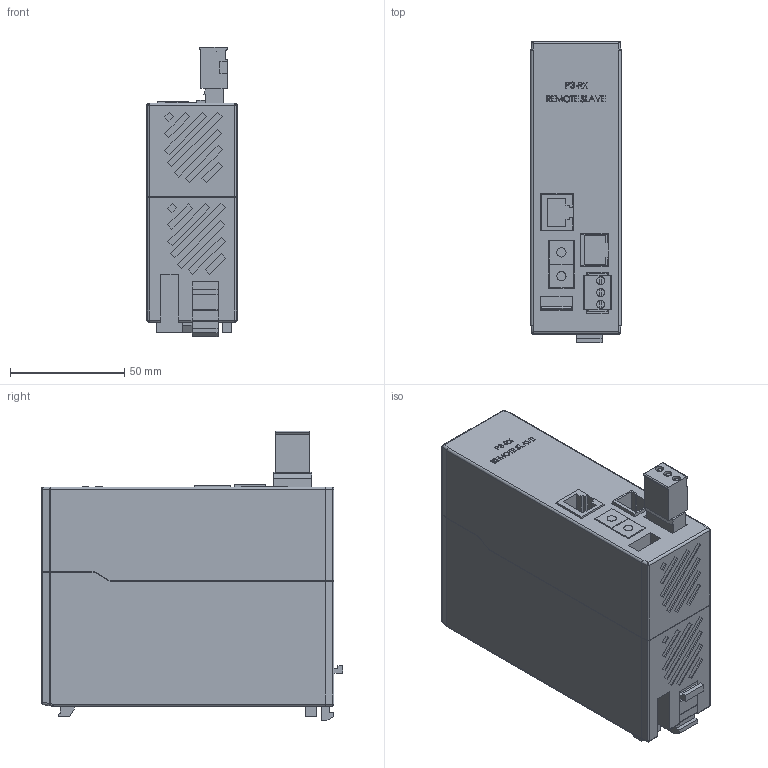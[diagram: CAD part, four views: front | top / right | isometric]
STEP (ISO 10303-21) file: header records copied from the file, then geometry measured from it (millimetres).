
FILE_DESCRIPTION (( 'STEP AP214' ), '1' );
FILE_NAME ('P3-RX.STEP', '2013-02-13T16:03:04', ( '.adc' ), ( '' ), 'SwSTEP 2.0', 'SolidWorks 2012', '' );
FILE_SCHEMA (( 'AUTOMOTIVE_DESIGN' ));
Length unit declared in the file: millimetre
Products named in the file (1): P3-RX
Bounding box: 39.5 x 131.75 x 126.7 mm (x, y, z)
Volume: 482677.3 mm3; surface area: 51809.2 mm2
Topology: 2 solids, 2 shells, 651 faces, 1674 edges, 1086 vertices
Faces by surface type: plane 524, bspline 73, cylinder 52, sphere 2
Full cylindrical faces by diameter (mm): 3.553 x3, 4 x2
Entity records: 26818 total; most frequent: CARTESIAN_POINT 7194, ORIENTED_EDGE 3300, DIRECTION 2747, EDGE_CURVE 1650, VECTOR 1419, LINE 1419, VERTEX_POINT 1083, EDGE_LOOP 731
